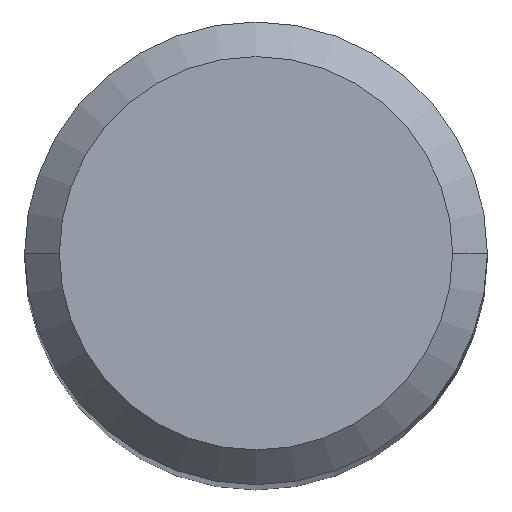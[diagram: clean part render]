
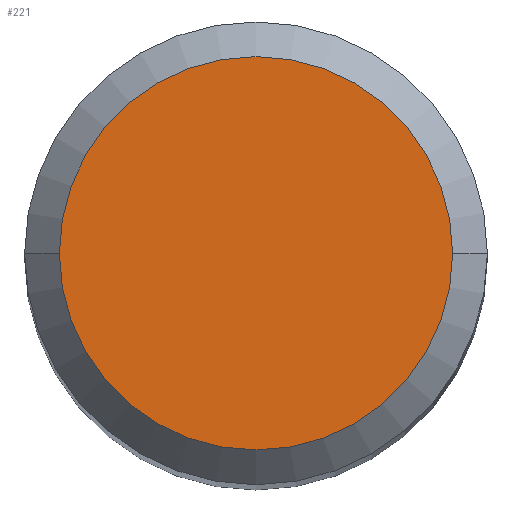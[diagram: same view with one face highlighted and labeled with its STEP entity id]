
A CAD part, top view. The second image highlights one B-rep face of the part: STEP entity #221.
In plain terms, the highlighted planar face has unit normal (0, 0, 1).
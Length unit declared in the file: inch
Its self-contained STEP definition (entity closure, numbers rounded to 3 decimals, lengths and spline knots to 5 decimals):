
#19 = DIRECTION ( 'NONE',  ( 1., 0., 0. ) ) ;
#52 = AXIS2_PLACEMENT_3D ( 'NONE', #65, #249, #361 ) ;
#55 = EDGE_CURVE ( 'NONE', #375, #459, #292, .T. ) ;
#65 = CARTESIAN_POINT ( 'NONE',  ( 0., 0., 0. ) ) ;
#101 = CARTESIAN_POINT ( 'NONE',  ( -0.10625, 0., 0. ) ) ;
#138 = ORIENTED_EDGE ( 'NONE', *, *, #207, .T. ) ;
#167 = EDGE_LOOP ( 'NONE', ( #308, #138 ) ) ;
#207 = EDGE_CURVE ( 'NONE', #459, #375, #243, .T. ) ;
#208 = CARTESIAN_POINT ( 'NONE',  ( 0., 0., 0. ) ) ;
#219 = FACE_OUTER_BOUND ( 'NONE', #167, .T. ) ;
#221 = ADVANCED_FACE ( 'NONE', ( #219 ), #448, .F. ) ;
#222 = CARTESIAN_POINT ( 'NONE',  ( 0.10625, 0., 0. ) ) ;
#243 = CIRCLE ( 'NONE', #260, 0.10625 ) ;
#247 = DIRECTION ( 'NONE',  ( 0., 0., 1. ) ) ;
#249 = DIRECTION ( 'NONE',  ( 0., 0., -1. ) ) ;
#260 = AXIS2_PLACEMENT_3D ( 'NONE', #208, #357, #19 ) ;
#292 = CIRCLE ( 'NONE', #322, 0.10625 ) ;
#308 = ORIENTED_EDGE ( 'NONE', *, *, #55, .T. ) ;
#322 = AXIS2_PLACEMENT_3D ( 'NONE', #397, #247, #474 ) ;
#357 = DIRECTION ( 'NONE',  ( 0., 0., 1. ) ) ;
#361 = DIRECTION ( 'NONE',  ( -1., 0., 0. ) ) ;
#375 = VERTEX_POINT ( 'NONE', #101 ) ;
#397 = CARTESIAN_POINT ( 'NONE',  ( 0., 0., 0. ) ) ;
#448 = PLANE ( 'NONE',  #52 ) ;
#459 = VERTEX_POINT ( 'NONE', #222 ) ;
#474 = DIRECTION ( 'NONE',  ( 1., 0., 0. ) ) ;
